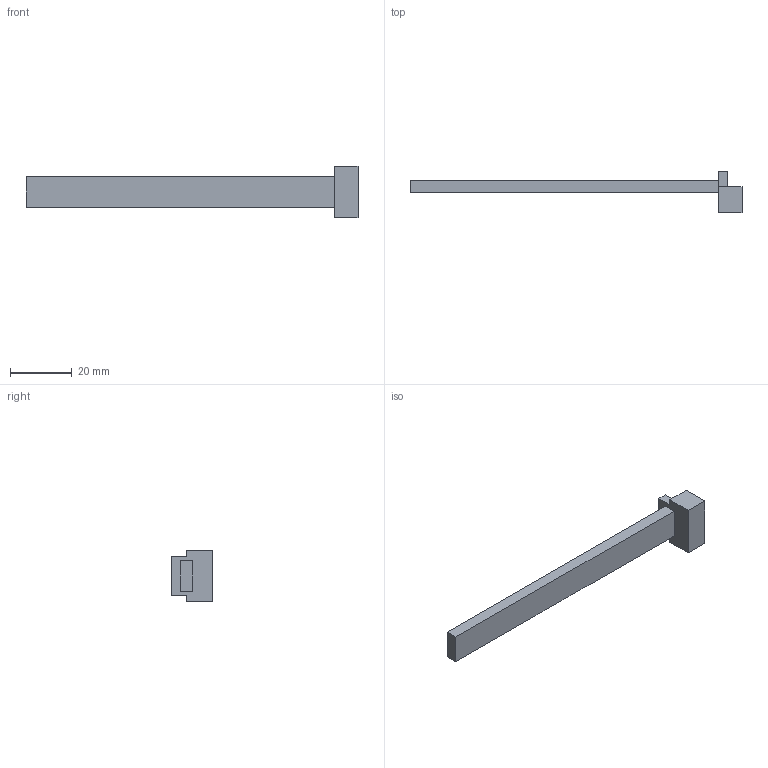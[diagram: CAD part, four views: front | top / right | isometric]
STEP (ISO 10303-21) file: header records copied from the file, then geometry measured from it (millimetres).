
FILE_DESCRIPTION(/* description */ ('Alibre Inc.'),/* implementation_level */ '2;1');
FILE_NAME(/* name */ 'export0',/* time_stamp */ '2014-01-10T17:41:43-08:00',/* author */ (''),/* organization */ (''),/* preprocessor_version */ 'ST-DEVELOPER v14',/* originating_system */ 'Alibre',/* authorisation */ '');
FILE_SCHEMA (('AUTOMOTIVE_DESIGN'));
Length unit declared in the file: centimetre
Bounding box: 107.6 x 13.5 x 16.8 mm (x, y, z)
Volume: 4529.8 mm3; surface area: 4065.3 mm2
Topology: 1 solids, 1 shells, 32 faces, 82 edges, 54 vertices
Faces by surface type: plane 32
Entity records: 913 total; most frequent: ORIENTED_EDGE 164, CARTESIAN_POINT 163, DIRECTION 109, EDGE_CURVE 82, VECTOR 80, LINE 80, VERTEX_POINT 54, EDGE_LOOP 34
